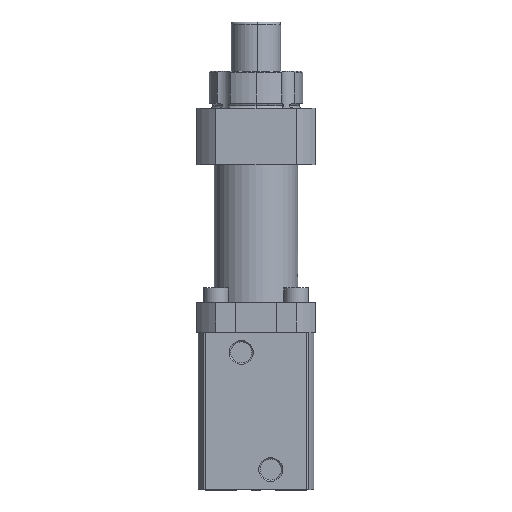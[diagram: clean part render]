
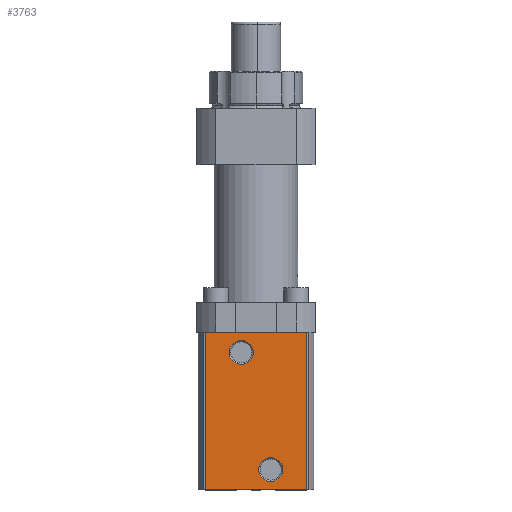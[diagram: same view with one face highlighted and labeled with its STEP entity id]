
A CAD part, top view. The second image highlights one B-rep face of the part: STEP entity #3763.
In plain terms, the highlighted planar face has unit normal (0, 0, 1).
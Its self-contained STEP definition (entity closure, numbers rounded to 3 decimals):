
#1603 = EDGE_CURVE ( 'NONE', #10568, #10617, #11854, .T. ) ;
#1606 = EDGE_CURVE ( 'NONE', #10559, #10455, #12023, .T. ) ;
#2788 = VERTEX_POINT ( 'NONE', #9925 ) ;
#2855 = VERTEX_POINT ( 'NONE', #9984 ) ;
#3040 = CARTESIAN_POINT ( 'NONE',  ( 6., -146.8, 23.5 ) ) ;
#3041 = DIRECTION ( 'NONE',  ( 0., 0., -1. ) ) ;
#3042 = DIRECTION ( 'NONE',  ( 0., -1., 0. ) ) ;
#3051 = CARTESIAN_POINT ( 'NONE',  ( -6., -99.2, 23.5 ) ) ;
#3052 = DIRECTION ( 'NONE',  ( 0., 0., -1. ) ) ;
#3053 = DIRECTION ( 'NONE',  ( 0., -1., 0. ) ) ;
#3763 = ADVANCED_FACE ( 'NONE', ( #9262, #9264, #9265 ), #9266, .T. ) ;
#4192 = AXIS2_PLACEMENT_3D ( 'NONE', #9261, #9253, #9268 ) ;
#4398 = CARTESIAN_POINT ( 'NONE',  ( 6., -146.8, 23.5 ) ) ;
#4399 = DIRECTION ( 'NONE',  ( 0., 0., -1. ) ) ;
#4400 = DIRECTION ( 'NONE',  ( 0., -1., 0. ) ) ;
#4401 = LINE ( 'NONE', #4402, #6180 ) ;
#4402 = CARTESIAN_POINT ( 'NONE',  ( -20.634, -155., 23.5 ) ) ;
#4403 = CARTESIAN_POINT ( 'NONE',  ( -6., -99.2, 23.5 ) ) ;
#4404 = DIRECTION ( 'NONE',  ( 0., 0., -1. ) ) ;
#4405 = DIRECTION ( 'NONE',  ( 0., -1., 0. ) ) ;
#4409 = DIRECTION ( 'NONE',  ( 1., 0., 0. ) ) ;
#4410 = LINE ( 'NONE', #4411, #6185 ) ;
#4411 = CARTESIAN_POINT ( 'NONE',  ( 20.634, -91., 23.5 ) ) ;
#4415 = LINE ( 'NONE', #4416, #6188 ) ;
#4416 = CARTESIAN_POINT ( 'NONE',  ( -20.634, -91., 23.5 ) ) ;
#4420 = DIRECTION ( 'NONE',  ( 0., 1., 0. ) ) ;
#4425 = DIRECTION ( 'NONE',  ( -1., 0., 0. ) ) ;
#4426 = LINE ( 'NONE', #4427, #6190 ) ;
#4427 = CARTESIAN_POINT ( 'NONE',  ( -20.634, -91., 23.5 ) ) ;
#4428 = DIRECTION ( 'NONE',  ( 0., -1., 0. ) ) ;
#4474 = CARTESIAN_POINT ( 'NONE',  ( 20.634, -155., 23.5 ) ) ;
#4478 = CARTESIAN_POINT ( 'NONE',  ( -20.634, -91., 23.5 ) ) ;
#4660 = CARTESIAN_POINT ( 'NONE',  ( -6., -94.336, 23.5 ) ) ;
#4764 = CARTESIAN_POINT ( 'NONE',  ( -6., -104.064, 23.5 ) ) ;
#4773 = CARTESIAN_POINT ( 'NONE',  ( 6., -151.664, 23.5 ) ) ;
#4822 = CARTESIAN_POINT ( 'NONE',  ( 6., -141.936, 23.5 ) ) ;
#5629 = ORIENTED_EDGE ( 'NONE', *, *, #8453, .T. ) ;
#5630 = ORIENTED_EDGE ( 'NONE', *, *, #8454, .T. ) ;
#5631 = ORIENTED_EDGE ( 'NONE', *, *, #8448, .T. ) ;
#5632 = ORIENTED_EDGE ( 'NONE', *, *, #8451, .T. ) ;
#5633 = ORIENTED_EDGE ( 'NONE', *, *, #1606, .T. ) ;
#5634 = ORIENTED_EDGE ( 'NONE', *, *, #8446, .T. ) ;
#5635 = ORIENTED_EDGE ( 'NONE', *, *, #1603, .T. ) ;
#5636 = ORIENTED_EDGE ( 'NONE', *, *, #8445, .T. ) ;
#6167 = CIRCLE ( 'NONE', #6177, 4.864 ) ;
#6176 = CIRCLE ( 'NONE', #6179, 4.864 ) ;
#6177 = AXIS2_PLACEMENT_3D ( 'NONE', #4398, #4399, #4400 ) ;
#6179 = AXIS2_PLACEMENT_3D ( 'NONE', #4403, #4404, #4405 ) ;
#6180 = VECTOR ( 'NONE', #4409, 1000. ) ;
#6185 = VECTOR ( 'NONE', #4420, 1000. ) ;
#6188 = VECTOR ( 'NONE', #4425, 1000. ) ;
#6190 = VECTOR ( 'NONE', #4428, 1000. ) ;
#8445 = EDGE_CURVE ( 'NONE', #10617, #10568, #6167, .T. ) ;
#8446 = EDGE_CURVE ( 'NONE', #10455, #10559, #6176, .T. ) ;
#8448 = EDGE_CURVE ( 'NONE', #2788, #8554, #4401, .T. ) ;
#8451 = EDGE_CURVE ( 'NONE', #8554, #2855, #4410, .T. ) ;
#8453 = EDGE_CURVE ( 'NONE', #2855, #8528, #4415, .T. ) ;
#8454 = EDGE_CURVE ( 'NONE', #8528, #2788, #4426, .T. ) ;
#8528 = VERTEX_POINT ( 'NONE', #4478 ) ;
#8554 = VERTEX_POINT ( 'NONE', #4474 ) ;
#9253 = DIRECTION ( 'NONE',  ( 0., 0., 1. ) ) ;
#9261 = CARTESIAN_POINT ( 'NONE',  ( -20.634, -91., 23.5 ) ) ;
#9262 = FACE_OUTER_BOUND ( 'NONE', #10947, .T. ) ;
#9264 = FACE_BOUND ( 'NONE', #10904, .T. ) ;
#9265 = FACE_BOUND ( 'NONE', #10923, .T. ) ;
#9266 = PLANE ( 'NONE',  #4192 ) ;
#9268 = DIRECTION ( 'NONE',  ( 0., -1., 0. ) ) ;
#9925 = CARTESIAN_POINT ( 'NONE',  ( -20.634, -155., 23.5 ) ) ;
#9984 = CARTESIAN_POINT ( 'NONE',  ( 20.634, -91., 23.5 ) ) ;
#10455 = VERTEX_POINT ( 'NONE', #4660 ) ;
#10559 = VERTEX_POINT ( 'NONE', #4764 ) ;
#10568 = VERTEX_POINT ( 'NONE', #4773 ) ;
#10617 = VERTEX_POINT ( 'NONE', #4822 ) ;
#10904 = EDGE_LOOP ( 'NONE', ( #5633, #5634 ) ) ;
#10923 = EDGE_LOOP ( 'NONE', ( #5635, #5636 ) ) ;
#10947 = EDGE_LOOP ( 'NONE', ( #5629, #5630, #5631, #5632 ) ) ;
#11854 = CIRCLE ( 'NONE', #11990, 4.864 ) ;
#11862 = AXIS2_PLACEMENT_3D ( 'NONE', #3051, #3052, #3053 ) ;
#11990 = AXIS2_PLACEMENT_3D ( 'NONE', #3040, #3041, #3042 ) ;
#12023 = CIRCLE ( 'NONE', #11862, 4.864 ) ;
